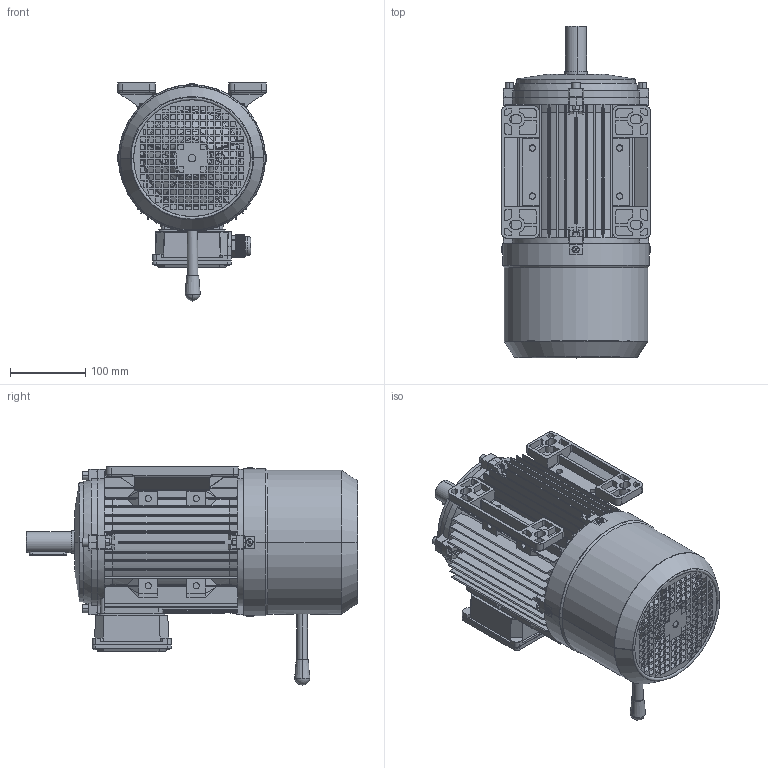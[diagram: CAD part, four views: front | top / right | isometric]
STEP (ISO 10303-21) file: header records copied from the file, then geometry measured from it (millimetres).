
FILE_DESCRIPTION (( 'STEP AP203' ), '1' );
FILE_NAME ('MSB100S B3俋倛芞.STEP', '2012-12-30T02:34:54', ( 'USER' ), ( 'MS' ), 'SwSTEP 2.0', 'SolidWorks 2008', '' );
FILE_SCHEMA (( 'CONFIG_CONTROL_DESIGN' ));
Length unit declared in the file: millimetre
Products named in the file (16): 新接线盒盖80-100_默认; 新接线盒座80-100_默认; 前端盖_默认; MSB100转轴_默认; Deep groove ball bearings GB_Rolling bearings 6206 GB 276-94; MSB100S B3俋倛芞; 100S机壳_默认; y2风叶100#_默认; 100底脚_默认; 80-100出线螺套_默认; 接线盒座螺钉m5_默认; MSB100风罩_默认; MSB100后盖_默认; 螺母10_默认; 内六角圆柱螺栓80-100_默认; 风罩螺钉M5_默认
Assembly tree (37 placements, depth 2):
  MSB100S B3俋倛芞
    y2风叶100#_默认
    100底脚_默认  x2
    内六角圆柱螺栓80-100_默认  x8
    前端盖_默认
    螺母10_默认  x8
    风罩螺钉M5_默认  x4
    新接线盒座80-100_默认
    接线盒座螺钉m5_默认  x4
    MSB100后盖_默认
    Deep groove ball bearings GB_Rolling bearings 6206 GB 276-94  x2
    MSB100风罩_默认
    新接线盒盖80-100_默认
    80-100出线螺套_默认
    MSB100转轴_默认
    100S机壳_默认
Bounding box: 198.46 x 441.44 x 289.98 mm (x, y, z)
Volume: 2033727.4 mm3; surface area: 1105338.4 mm2
Topology: 39 solids, 39 shells, 3760 faces, 10384 edges, 6658 vertices
Faces by surface type: plane 2381, cylinder 732, cone 288, torus 225, sphere 68, bspline 66
Entity records: 102706 total; most frequent: CARTESIAN_POINT 26638, ORIENTED_EDGE 16110, DIRECTION 14245, EDGE_CURVE 8055, VERTEX_POINT 5207, VECTOR 5029, LINE 5029, AXIS2_PLACEMENT_3D 4608
